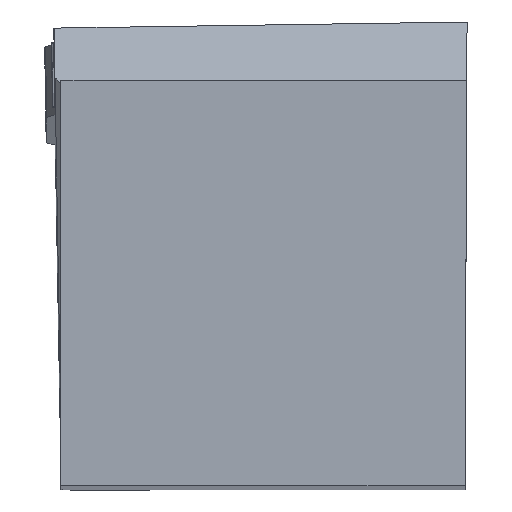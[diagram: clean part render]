
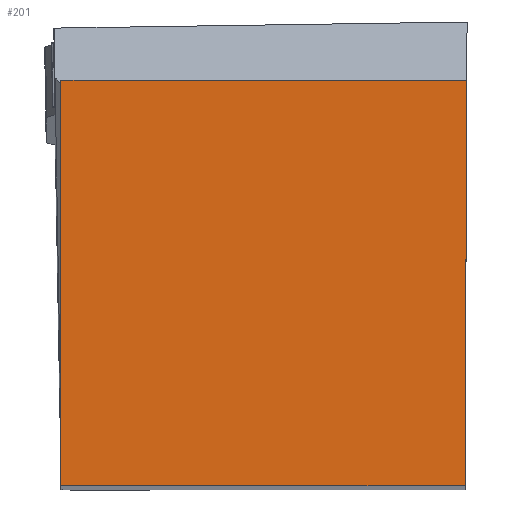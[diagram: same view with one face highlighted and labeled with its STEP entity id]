
A CAD part, top view. The second image highlights one B-rep face of the part: STEP entity #201.
In plain terms, the highlighted planar face has unit normal (0, 0, 1).
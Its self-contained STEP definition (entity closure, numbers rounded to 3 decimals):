
#201=ADVANCED_FACE('BLANK_BOXF006',(#307),#246,.F.);
#246=PLANE('',#1512);
#307=FACE_OUTER_BOUND('',#378,.T.);
#378=EDGE_LOOP('',(#722,#723,#724,#725));
#722=ORIENTED_EDGE('',*,*,#1056,.F.);
#723=ORIENTED_EDGE('',*,*,#1039,.F.);
#724=ORIENTED_EDGE('',*,*,#1033,.F.);
#725=ORIENTED_EDGE('',*,*,#1057,.F.);
#867=VERTEX_POINT('',#2379);
#868=VERTEX_POINT('',#2381);
#872=VERTEX_POINT('',#2393);
#884=VERTEX_POINT('',#2427);
#1033=EDGE_CURVE('',#867,#868,#1173,.T.);
#1039=EDGE_CURVE('',#868,#872,#1179,.T.);
#1056=EDGE_CURVE('',#872,#884,#1196,.T.);
#1057=EDGE_CURVE('',#884,#867,#1197,.T.);
#1173=LINE('',#2380,#1313);
#1179=LINE('',#2392,#1319);
#1196=LINE('',#2426,#1336);
#1197=LINE('',#2428,#1337);
#1313=VECTOR('',#1820,1.);
#1319=VECTOR('',#1830,1.);
#1336=VECTOR('',#1857,1.);
#1337=VECTOR('',#1858,1.);
#1512=AXIS2_PLACEMENT_3D('',#2429,#1859,#1860);
#1820=DIRECTION('',(-0.004,-1.,0.));
#1830=DIRECTION('',(-1.,0.,0.));
#1857=DIRECTION('',(0.,1.,0.));
#1858=DIRECTION('',(1.,0.,0.));
#1859=DIRECTION('',(0.,0.,-1.));
#1860=DIRECTION('',(0.,-1.,0.));
#2379=CARTESIAN_POINT('',(0.,24.875,0.));
#2380=CARTESIAN_POINT('',(0.552,151.349,0.));
#2381=CARTESIAN_POINT('',(-0.109,0.,0.));
#2392=CARTESIAN_POINT('',(151.35,0.,0.));
#2393=CARTESIAN_POINT('',(-24.875,0.,0.));
#2426=CARTESIAN_POINT('',(-24.875,-151.35,0.));
#2427=CARTESIAN_POINT('',(-24.875,24.875,0.));
#2428=CARTESIAN_POINT('',(-151.35,24.875,0.));
#2429=CARTESIAN_POINT('',(-50.725,-5.,0.));
